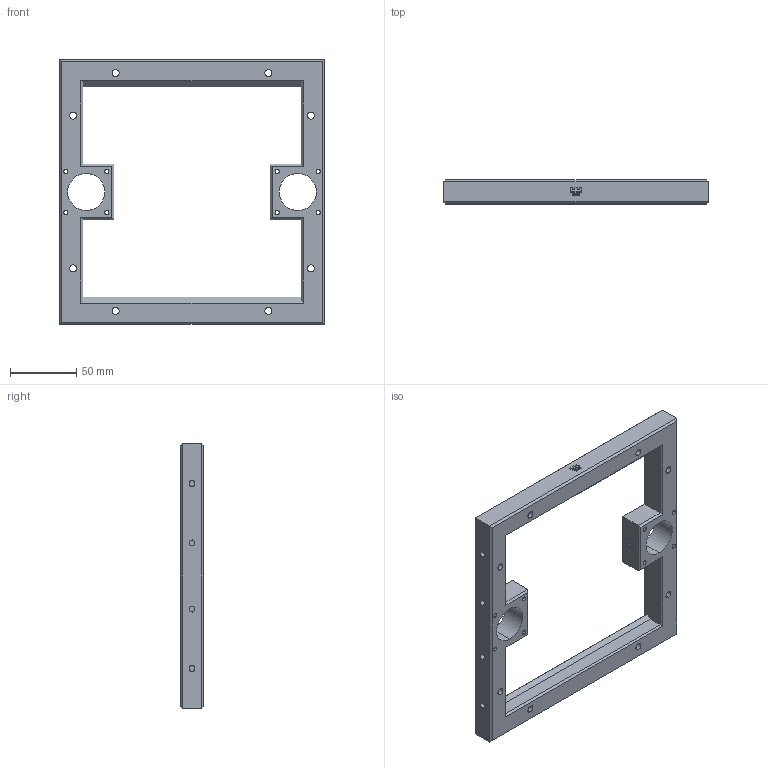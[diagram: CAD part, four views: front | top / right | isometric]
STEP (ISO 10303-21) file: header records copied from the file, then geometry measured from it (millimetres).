
FILE_DESCRIPTION (( 'STEP AP214' ), '1' );
FILE_NAME ('V1Rook_Base Frame 2.1.STEP', '2022-11-28T15:48:01', ( '' ), ( '' ), 'SwSTEP 2.0', 'SolidWorks 2020', '' );
FILE_SCHEMA (( 'AUTOMOTIVE_DESIGN' ));
Length unit declared in the file: millimetre
Products named in the file (1): V1Rook_Base Frame 2.1
Bounding box: 200 x 18 x 200 mm (x, y, z)
Volume: 232614.5 mm3; surface area: 63893.3 mm2
Topology: 1 solids, 1 shells, 221 faces, 546 edges, 356 vertices
Faces by surface type: plane 137, cylinder 84
Entity records: 6870 total; most frequent: DIRECTION 1162, CARTESIAN_POINT 1124, ORIENTED_EDGE 1092, EDGE_CURVE 546, AXIS2_PLACEMENT_3D 394, LINE 374, VECTOR 374, VERTEX_POINT 356
